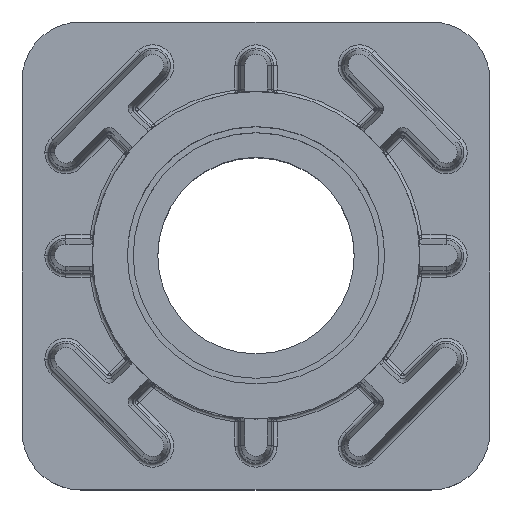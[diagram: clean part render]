
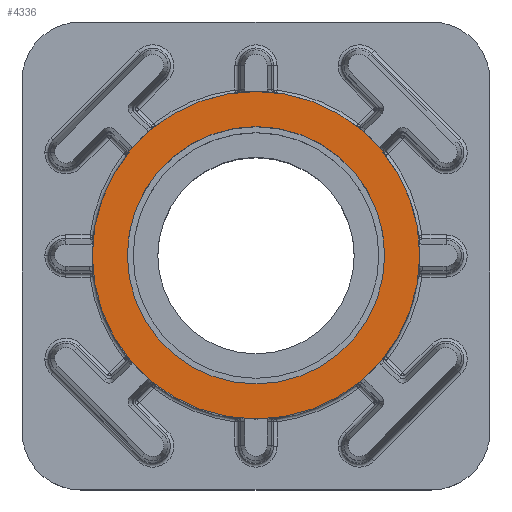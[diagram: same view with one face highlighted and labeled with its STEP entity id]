
A CAD part, top view. The second image highlights one B-rep face of the part: STEP entity #4336.
In plain terms, the highlighted planar face has unit normal (0, 0, 1).
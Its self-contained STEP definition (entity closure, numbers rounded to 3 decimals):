
#302 = CIRCLE ( 'NONE', #1261, 14. ) ;
#640 = DIRECTION ( 'NONE',  ( 0., 0., 1. ) ) ;
#712 = ORIENTED_EDGE ( 'NONE', *, *, #7961, .F. ) ;
#982 = DIRECTION ( 'NONE',  ( 0., 0., 1. ) ) ;
#1030 = AXIS2_PLACEMENT_3D ( 'NONE', #1283, #7680, #2220 ) ;
#1076 = DIRECTION ( 'NONE',  ( 0., 0., 1. ) ) ;
#1129 = CARTESIAN_POINT ( 'NONE',  ( -11., 0., 43. ) ) ;
#1261 = AXIS2_PLACEMENT_3D ( 'NONE', #3103, #9466, #4060 ) ;
#1283 = CARTESIAN_POINT ( 'NONE',  ( 0., 0., 43. ) ) ;
#1849 = AXIS2_PLACEMENT_3D ( 'NONE', #6513, #982, #7400 ) ;
#2220 = DIRECTION ( 'NONE',  ( 1., 0., 0. ) ) ;
#3103 = CARTESIAN_POINT ( 'NONE',  ( 0., 0., 43. ) ) ;
#3417 = FACE_OUTER_BOUND ( 'NONE', #10774, .T. ) ;
#3513 = VERTEX_POINT ( 'NONE', #1129 ) ;
#3955 = CARTESIAN_POINT ( 'NONE',  ( 11., 0., 43. ) ) ;
#4036 = EDGE_CURVE ( 'NONE', #4769, #4145, #4181, .T. ) ;
#4060 = DIRECTION ( 'NONE',  ( 1., 0., 0. ) ) ;
#4145 = VERTEX_POINT ( 'NONE', #8549 ) ;
#4181 = CIRCLE ( 'NONE', #7214, 14. ) ;
#4336 = ADVANCED_FACE ( 'NONE', ( #8228, #3417 ), #6194, .T. ) ;
#4428 = EDGE_CURVE ( 'NONE', #8407, #3513, #9816, .T. ) ;
#4769 = VERTEX_POINT ( 'NONE', #9783 ) ;
#5118 = CIRCLE ( 'NONE', #1030, 11. ) ;
#6194 = PLANE ( 'NONE',  #9436 ) ;
#6513 = CARTESIAN_POINT ( 'NONE',  ( 0., 0., 43. ) ) ;
#6594 = CARTESIAN_POINT ( 'NONE',  ( 0., 0., 43. ) ) ;
#6970 = ORIENTED_EDGE ( 'NONE', *, *, #4428, .F. ) ;
#7083 = DIRECTION ( 'NONE',  ( 1., 0., 0. ) ) ;
#7214 = AXIS2_PLACEMENT_3D ( 'NONE', #6594, #1076, #7480 ) ;
#7400 = DIRECTION ( 'NONE',  ( 1., 0., 0. ) ) ;
#7480 = DIRECTION ( 'NONE',  ( 1., 0., 0. ) ) ;
#7680 = DIRECTION ( 'NONE',  ( 0., 0., 1. ) ) ;
#7717 = EDGE_CURVE ( 'NONE', #4145, #4769, #302, .T. ) ;
#7961 = EDGE_CURVE ( 'NONE', #3513, #8407, #5118, .T. ) ;
#8228 = FACE_BOUND ( 'NONE', #8395, .T. ) ;
#8395 = EDGE_LOOP ( 'NONE', ( #712, #6970 ) ) ;
#8407 = VERTEX_POINT ( 'NONE', #3955 ) ;
#8549 = CARTESIAN_POINT ( 'NONE',  ( 14., 0., 43. ) ) ;
#9215 = ORIENTED_EDGE ( 'NONE', *, *, #7717, .T. ) ;
#9436 = AXIS2_PLACEMENT_3D ( 'NONE', #11602, #640, #7083 ) ;
#9466 = DIRECTION ( 'NONE',  ( 0., 0., 1. ) ) ;
#9783 = CARTESIAN_POINT ( 'NONE',  ( -14., 0., 43. ) ) ;
#9816 = CIRCLE ( 'NONE', #1849, 11. ) ;
#10774 = EDGE_LOOP ( 'NONE', ( #11591, #9215 ) ) ;
#11591 = ORIENTED_EDGE ( 'NONE', *, *, #4036, .T. ) ;
#11602 = CARTESIAN_POINT ( 'NONE',  ( 0., 0., 43. ) ) ;
